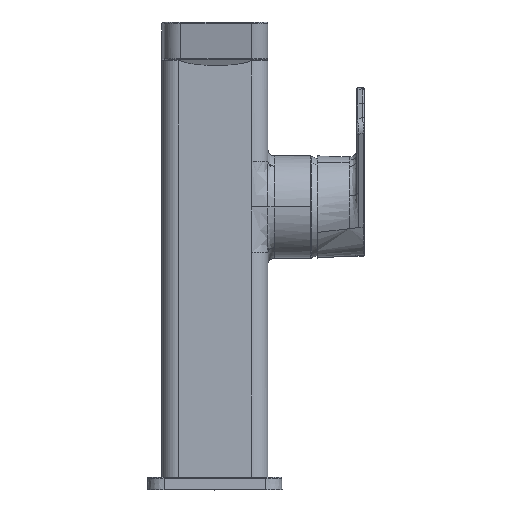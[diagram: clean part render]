
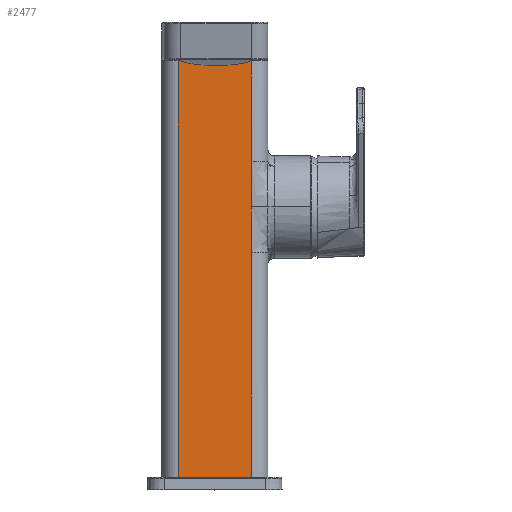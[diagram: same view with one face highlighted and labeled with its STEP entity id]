
A CAD part, top view. The second image highlights one B-rep face of the part: STEP entity #2477.
In plain terms, the highlighted planar face has unit normal (0, 0, 1).
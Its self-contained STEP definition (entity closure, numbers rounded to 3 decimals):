
#170 = EDGE_LOOP ( 'NONE', ( #4255, #3750, #5654, #5675, #3316, #8196, #3056 ) ) ;
#241 = CARTESIAN_POINT ( 'NONE',  ( 14.5, 86.952, 95.643 ) ) ;
#587 = VERTEX_POINT ( 'NONE', #3092 ) ;
#778 = VERTEX_POINT ( 'NONE', #5271 ) ;
#827 = LINE ( 'NONE', #1886, #7280 ) ;
#1339 = VECTOR ( 'NONE', #2221, 1000. ) ;
#1489 = VERTEX_POINT ( 'NONE', #6347 ) ;
#1703 = CARTESIAN_POINT ( 'NONE',  ( 14.5, 86.952, 95.643 ) ) ;
#1870 = VECTOR ( 'NONE', #3807, 1000. ) ;
#1886 = CARTESIAN_POINT ( 'NONE',  ( 14.5, 102.389, 95.643 ) ) ;
#2221 = DIRECTION ( 'NONE',  ( 0., 1., 0. ) ) ;
#2230 = VECTOR ( 'NONE', #5926, 1000. ) ;
#2434 = CARTESIAN_POINT ( 'NONE',  ( 14.5, 169.252, 95.643 ) ) ;
#2477 = ADVANCED_FACE ( 'NONE', ( #7145 ), #3334, .F. ) ;
#2722 = LINE ( 'NONE', #1703, #1870 ) ;
#2855 = LINE ( 'NONE', #7443, #8779 ) ;
#2896 = EDGE_CURVE ( 'NONE', #778, #4399, #2722, .T. ) ;
#2951 = LINE ( 'NONE', #4016, #5016 ) ;
#3056 = ORIENTED_EDGE ( 'NONE', *, *, #6638, .T. ) ;
#3092 = CARTESIAN_POINT ( 'NONE',  ( 14.5, 93.327, 95.643 ) ) ;
#3185 = DIRECTION ( 'NONE',  ( 0., 1., 0. ) ) ;
#3316 = ORIENTED_EDGE ( 'NONE', *, *, #7518, .T. ) ;
#3334 = PLANE ( 'NONE',  #4721 ) ;
#3374 = LINE ( 'NONE', #241, #1339 ) ;
#3428 = CARTESIAN_POINT ( 'NONE',  ( 14.5, 111.452, 95.643 ) ) ;
#3634 = DIRECTION ( 'NONE',  ( -1., 0., 0. ) ) ;
#3750 = ORIENTED_EDGE ( 'NONE', *, *, #7774, .T. ) ;
#3807 = DIRECTION ( 'NONE',  ( 0., 1., 0. ) ) ;
#4016 = CARTESIAN_POINT ( 'NONE',  ( 14.5, 120.513, 95.643 ) ) ;
#4255 = ORIENTED_EDGE ( 'NONE', *, *, #2896, .T. ) ;
#4399 = VERTEX_POINT ( 'NONE', #2434 ) ;
#4721 = AXIS2_PLACEMENT_3D ( 'NONE', #6058, #8886, #4738 ) ;
#4738 = DIRECTION ( 'NONE',  ( 0., 1., 0. ) ) ;
#5016 = VECTOR ( 'NONE', #5288, 1000. ) ;
#5137 = EDGE_CURVE ( 'NONE', #5706, #1489, #2855, .T. ) ;
#5271 = CARTESIAN_POINT ( 'NONE',  ( 14.5, 129.574, 95.643 ) ) ;
#5288 = DIRECTION ( 'NONE',  ( 0., 1., 0. ) ) ;
#5354 = CARTESIAN_POINT ( 'NONE',  ( -14.5, 169.252, 95.643 ) ) ;
#5465 = LINE ( 'NONE', #8515, #2230 ) ;
#5654 = ORIENTED_EDGE ( 'NONE', *, *, #8360, .T. ) ;
#5675 = ORIENTED_EDGE ( 'NONE', *, *, #5137, .F. ) ;
#5678 = EDGE_CURVE ( 'NONE', #587, #8686, #827, .T. ) ;
#5706 = VERTEX_POINT ( 'NONE', #6697 ) ;
#5926 = DIRECTION ( 'NONE',  ( 0., -1., 0. ) ) ;
#6058 = CARTESIAN_POINT ( 'NONE',  ( -21., 86.952, 95.643 ) ) ;
#6347 = CARTESIAN_POINT ( 'NONE',  ( -14.5, 4.452, 95.643 ) ) ;
#6638 = EDGE_CURVE ( 'NONE', #8686, #778, #2951, .T. ) ;
#6697 = CARTESIAN_POINT ( 'NONE',  ( 14.5, 4.452, 95.643 ) ) ;
#7145 = FACE_OUTER_BOUND ( 'NONE', #170, .T. ) ;
#7280 = VECTOR ( 'NONE', #3185, 1000. ) ;
#7443 = CARTESIAN_POINT ( 'NONE',  ( 0., 4.452, 95.643 ) ) ;
#7491 = VECTOR ( 'NONE', #3634, 1000. ) ;
#7518 = EDGE_CURVE ( 'NONE', #5706, #587, #3374, .T. ) ;
#7767 = CARTESIAN_POINT ( 'NONE',  ( -21., 169.252, 95.643 ) ) ;
#7774 = EDGE_CURVE ( 'NONE', #4399, #8292, #8030, .T. ) ;
#8030 = LINE ( 'NONE', #7767, #7491 ) ;
#8196 = ORIENTED_EDGE ( 'NONE', *, *, #5678, .T. ) ;
#8201 = DIRECTION ( 'NONE',  ( -1., 0., 0. ) ) ;
#8292 = VERTEX_POINT ( 'NONE', #5354 ) ;
#8360 = EDGE_CURVE ( 'NONE', #8292, #1489, #5465, .T. ) ;
#8515 = CARTESIAN_POINT ( 'NONE',  ( -14.5, 86.952, 95.643 ) ) ;
#8686 = VERTEX_POINT ( 'NONE', #3428 ) ;
#8779 = VECTOR ( 'NONE', #8201, 1000. ) ;
#8886 = DIRECTION ( 'NONE',  ( 0., 0., -1. ) ) ;
